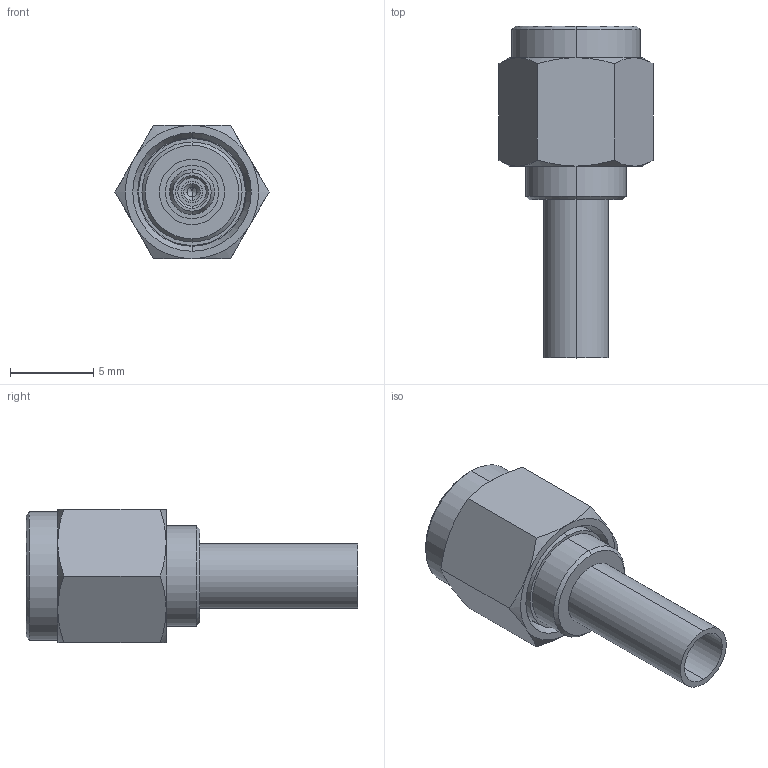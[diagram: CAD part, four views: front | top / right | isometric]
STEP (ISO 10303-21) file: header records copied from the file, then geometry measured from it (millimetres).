
FILE_DESCRIPTION (( 'STEP AP214' ), '1' );
FILE_NAME ('ARSP-1100_3D.step', '2024-02-29T17:50:30', ( '' ), ( '' ), 'SwSTEP 2.0', 'SolidWorks 2022', '' );
FILE_SCHEMA (( 'AUTOMOTIVE_DESIGN' ));
Length unit declared in the file: inch
Products named in the file (4): ARSP-1100-MA3; ARSP-1100_3D; ARSP-1100-MA2; ARSP-1100
Assembly tree (3 placements, depth 2):
  ARSP-1100_3D
    ARSP-1100
    ARSP-1100-MA2
    ARSP-1100-MA3
Bounding box: 9.24 x 19.9 x 8 mm (x, y, z)
Volume: 448 mm3; surface area: 931.1 mm2
Topology: 3 solids, 3 shells, 141 faces, 302 edges, 174 vertices
Faces by surface type: cone 68, plane 37, cylinder 36
Entity records: 4058 total; most frequent: CARTESIAN_POINT 843, DIRECTION 692, ORIENTED_EDGE 596, EDGE_CURVE 298, AXIS2_PLACEMENT_3D 295, VERTEX_POINT 174, EDGE_LOOP 156, CIRCLE 148
